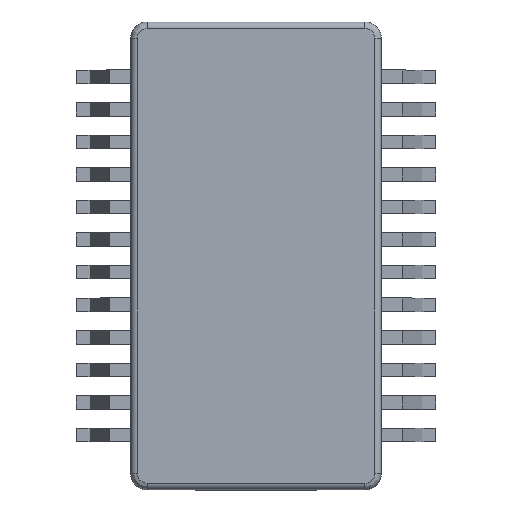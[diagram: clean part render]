
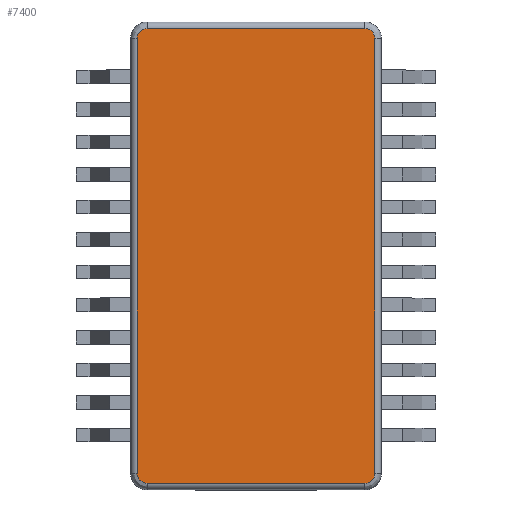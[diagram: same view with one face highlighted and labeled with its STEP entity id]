
A CAD part, top view. The second image highlights one B-rep face of the part: STEP entity #7400.
In plain terms, the highlighted planar face has unit normal (0, 0, 1).
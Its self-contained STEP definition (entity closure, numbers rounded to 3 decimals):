
#17 = AXIS2_PLACEMENT_3D ( 'NONE', #5646, #3711, #7559 ) ;
#303 = CARTESIAN_POINT ( 'NONE',  ( -3.385, -6.918, 4. ) ) ;
#364 = CARTESIAN_POINT ( 'NONE',  ( -3.429, -6.9, 4. ) ) ;
#399 = CARTESIAN_POINT ( 'NONE',  ( 3.61, -6.625, 4. ) ) ;
#421 = CARTESIAN_POINT ( 'NONE',  ( -3.508, -6.852, 4. ) ) ;
#598 = CARTESIAN_POINT ( 'NONE',  ( 3.31, -6.925, 4. ) ) ;
#898 = CARTESIAN_POINT ( 'NONE',  ( -3.537, 6.793, 4. ) ) ;
#1057 = CARTESIAN_POINT ( 'NONE',  ( -3.349, -6.925, 4. ) ) ;
#1178 = DIRECTION ( 'NONE',  ( -1., 0., 0. ) ) ;
#1183 = VECTOR ( 'NONE', #1178, 1000. ) ;
#1215 = CARTESIAN_POINT ( 'NONE',  ( 3.571, -6.773, 4. ) ) ;
#1241 = CARTESIAN_POINT ( 'NONE',  ( 3.61, -6.664, 4. ) ) ;
#1394 = CARTESIAN_POINT ( 'NONE',  ( 3.458, 6.856, 4. ) ) ;
#1416 = ORIENTED_EDGE ( 'NONE', *, *, #4913, .T. ) ;
#1424 = CARTESIAN_POINT ( 'NONE',  ( -3.392, 6.895, 4. ) ) ;
#1465 = CARTESIAN_POINT ( 'NONE',  ( 3.349, 6.895, 4. ) ) ;
#1557 = CARTESIAN_POINT ( 'NONE',  ( -3.44, -6.896, 4. ) ) ;
#1616 = CARTESIAN_POINT ( 'NONE',  ( -3.585, 6.714, 4. ) ) ;
#1726 = CARTESIAN_POINT ( 'NONE',  ( -3.61, 6.634, 4. ) ) ;
#1773 = CARTESIAN_POINT ( 'NONE',  ( 3.61, -6.625, 4. ) ) ;
#1815 = EDGE_CURVE ( 'NONE', #2221, #2433, #7041, .T. ) ;
#1848 = EDGE_CURVE ( 'NONE', #2433, #3058, #4600, .T. ) ;
#1852 = CARTESIAN_POINT ( 'NONE',  ( 3.603, -6.7, 4. ) ) ;
#1884 = CARTESIAN_POINT ( 'NONE',  ( 3.61, 6.595, 4. ) ) ;
#2031 = CARTESIAN_POINT ( 'NONE',  ( 3.44, 6.866, 4. ) ) ;
#2051 = CARTESIAN_POINT ( 'NONE',  ( 3.508, 6.822, 4. ) ) ;
#2078 = CARTESIAN_POINT ( 'NONE',  ( 3.484, 6.841, 4. ) ) ;
#2221 = VERTEX_POINT ( 'NONE', #3185 ) ;
#2318 = VERTEX_POINT ( 'NONE', #399 ) ;
#2423 = ORIENTED_EDGE ( 'NONE', *, *, #6799, .T. ) ;
#2433 = VERTEX_POINT ( 'NONE', #4235 ) ;
#2438 = CARTESIAN_POINT ( 'NONE',  ( 3.537, -6.823, 4. ) ) ;
#2449 = FACE_OUTER_BOUND ( 'NONE', #8067, .T. ) ;
#2638 = CARTESIAN_POINT ( 'NONE',  ( 3.61, 6.677, 4. ) ) ;
#2862 = CARTESIAN_POINT ( 'NONE',  ( -3.603, 6.67, 4. ) ) ;
#2863 = CARTESIAN_POINT ( 'NONE',  ( -3.61, -6.625, 4. ) ) ;
#2890 = CARTESIAN_POINT ( 'NONE',  ( -3.581, 6.725, 4. ) ) ;
#3047 = DIRECTION ( 'NONE',  ( 0., 1., 0. ) ) ;
#3058 = VERTEX_POINT ( 'NONE', #598 ) ;
#3078 = CARTESIAN_POINT ( 'NONE',  ( 3.556, -6.799, 4. ) ) ;
#3185 = CARTESIAN_POINT ( 'NONE',  ( -3.61, -6.625, 4. ) ) ;
#3196 = LINE ( 'NONE', #8093, #7095 ) ;
#3247 = ORIENTED_EDGE ( 'NONE', *, *, #5742, .T. ) ;
#3425 = CARTESIAN_POINT ( 'NONE',  ( -3.61, -6.707, 4. ) ) ;
#3514 = CARTESIAN_POINT ( 'NONE',  ( -3.61, 6.595, 4. ) ) ;
#3515 = CARTESIAN_POINT ( 'NONE',  ( -3.31, -6.925, 4. ) ) ;
#3711 = DIRECTION ( 'NONE',  ( 0., 0., 1. ) ) ;
#3772 = CARTESIAN_POINT ( 'NONE',  ( 3.31, -6.925, 4. ) ) ;
#3851 = B_SPLINE_CURVE_WITH_KNOTS ( 'NONE', 3,
 ( #4625, #1424, #6398, #898, #6599, #7886, #2890, #1616, #2862, #1726, #7956 ),
 .UNSPECIFIED., .F., .F.,
 ( 4, 2, 1, 2, 2, 4 ),
 ( 0., 0.5, 0.625, 0.687, 0.75, 1. ),
 .UNSPECIFIED. ) ;
#3990 = CARTESIAN_POINT ( 'NONE',  ( 3.61, 6.595, 4. ) ) ;
#4034 = ORIENTED_EDGE ( 'NONE', *, *, #7739, .T. ) ;
#4227 = VERTEX_POINT ( 'NONE', #7710 ) ;
#4235 = CARTESIAN_POINT ( 'NONE',  ( -3.31, -6.925, 4. ) ) ;
#4462 = CARTESIAN_POINT ( 'NONE',  ( -3.61, 0., 4. ) ) ;
#4477 = B_SPLINE_CURVE_WITH_KNOTS ( 'NONE', 3,
 ( #3990, #2638, #7000, #2051, #2078, #1394, #2031, #6367, #7713, #1465, #7632 ),
 .UNSPECIFIED., .F., .F.,
 ( 4, 2, 1, 2, 2, 4 ),
 ( 0., 0.5, 0.625, 0.688, 0.75, 1. ),
 .UNSPECIFIED. ) ;
#4600 = LINE ( 'NONE', #5342, #6653 ) ;
#4625 = CARTESIAN_POINT ( 'NONE',  ( -3.31, 6.895, 4. ) ) ;
#4655 = CARTESIAN_POINT ( 'NONE',  ( -3.31, 6.895, 4. ) ) ;
#4807 = CARTESIAN_POINT ( 'NONE',  ( -3.484, -6.871, 4. ) ) ;
#4913 = EDGE_CURVE ( 'NONE', #6207, #4930, #3851, .T. ) ;
#4930 = VERTEX_POINT ( 'NONE', #3514 ) ;
#5106 = EDGE_CURVE ( 'NONE', #4227, #6207, #8049, .T. ) ;
#5119 = ORIENTED_EDGE ( 'NONE', *, *, #5325, .T. ) ;
#5314 = CARTESIAN_POINT ( 'NONE',  ( -3.579, -6.78, 4. ) ) ;
#5325 = EDGE_CURVE ( 'NONE', #7801, #4227, #4477, .T. ) ;
#5342 = CARTESIAN_POINT ( 'NONE',  ( 0., -6.925, 4. ) ) ;
#5520 = CARTESIAN_POINT ( 'NONE',  ( 3.465, -6.894, 4. ) ) ;
#5547 = CARTESIAN_POINT ( 'NONE',  ( 3.581, -6.755, 4. ) ) ;
#5559 = LINE ( 'NONE', #4462, #5851 ) ;
#5598 = CARTESIAN_POINT ( 'NONE',  ( 3.585, -6.744, 4. ) ) ;
#5646 = CARTESIAN_POINT ( 'NONE',  ( 0., 0., 4. ) ) ;
#5730 = B_SPLINE_CURVE_WITH_KNOTS ( 'NONE', 3,
 ( #3772, #8095, #5520, #2438, #3078, #1215, #5547, #5598, #1852, #1241, #1773 ),
 .UNSPECIFIED., .F., .F.,
 ( 4, 2, 1, 2, 2, 4 ),
 ( 0., 0.5, 0.625, 0.688, 0.75, 1. ),
 .UNSPECIFIED. ) ;
#5742 = EDGE_CURVE ( 'NONE', #2318, #7801, #3196, .T. ) ;
#5851 = VECTOR ( 'NONE', #7343, 1000. ) ;
#5994 = CARTESIAN_POINT ( 'NONE',  ( -3.458, -6.886, 4. ) ) ;
#6141 = ORIENTED_EDGE ( 'NONE', *, *, #1848, .T. ) ;
#6207 = VERTEX_POINT ( 'NONE', #4655 ) ;
#6241 = PLANE ( 'NONE',  #17 ) ;
#6367 = CARTESIAN_POINT ( 'NONE',  ( 3.429, 6.87, 4. ) ) ;
#6398 = CARTESIAN_POINT ( 'NONE',  ( -3.465, 6.864, 4. ) ) ;
#6599 = CARTESIAN_POINT ( 'NONE',  ( -3.556, 6.769, 4. ) ) ;
#6653 = VECTOR ( 'NONE', #7933, 1000. ) ;
#6728 = CARTESIAN_POINT ( 'NONE',  ( 0., 6.895, 4. ) ) ;
#6799 = EDGE_CURVE ( 'NONE', #3058, #2318, #5730, .T. ) ;
#6907 = ORIENTED_EDGE ( 'NONE', *, *, #1815, .T. ) ;
#7000 = CARTESIAN_POINT ( 'NONE',  ( 3.579, 6.75, 4. ) ) ;
#7041 = B_SPLINE_CURVE_WITH_KNOTS ( 'NONE', 3,
 ( #2863, #3425, #5314, #421, #4807, #5994, #1557, #364, #303, #1057, #3515 ),
 .UNSPECIFIED., .F., .F.,
 ( 4, 2, 1, 2, 2, 4 ),
 ( 0., 0.5, 0.625, 0.687, 0.75, 1. ),
 .UNSPECIFIED. ) ;
#7095 = VECTOR ( 'NONE', #3047, 1000. ) ;
#7343 = DIRECTION ( 'NONE',  ( 0., -1., 0. ) ) ;
#7400 = ADVANCED_FACE ( 'NONE', ( #2449 ), #6241, .T. ) ;
#7559 = DIRECTION ( 'NONE',  ( 0., -1., 0. ) ) ;
#7632 = CARTESIAN_POINT ( 'NONE',  ( 3.31, 6.895, 4. ) ) ;
#7710 = CARTESIAN_POINT ( 'NONE',  ( 3.31, 6.895, 4. ) ) ;
#7713 = CARTESIAN_POINT ( 'NONE',  ( 3.385, 6.888, 4. ) ) ;
#7739 = EDGE_CURVE ( 'NONE', #4930, #2221, #5559, .T. ) ;
#7801 = VERTEX_POINT ( 'NONE', #1884 ) ;
#7836 = ORIENTED_EDGE ( 'NONE', *, *, #5106, .T. ) ;
#7886 = CARTESIAN_POINT ( 'NONE',  ( -3.571, 6.743, 4. ) ) ;
#7933 = DIRECTION ( 'NONE',  ( 1., 0., 0. ) ) ;
#7956 = CARTESIAN_POINT ( 'NONE',  ( -3.61, 6.595, 4. ) ) ;
#8049 = LINE ( 'NONE', #6728, #1183 ) ;
#8067 = EDGE_LOOP ( 'NONE', ( #3247, #5119, #7836, #1416, #4034, #6907, #6141, #2423 ) ) ;
#8093 = CARTESIAN_POINT ( 'NONE',  ( 3.61, 0., 4. ) ) ;
#8095 = CARTESIAN_POINT ( 'NONE',  ( 3.392, -6.925, 4. ) ) ;
